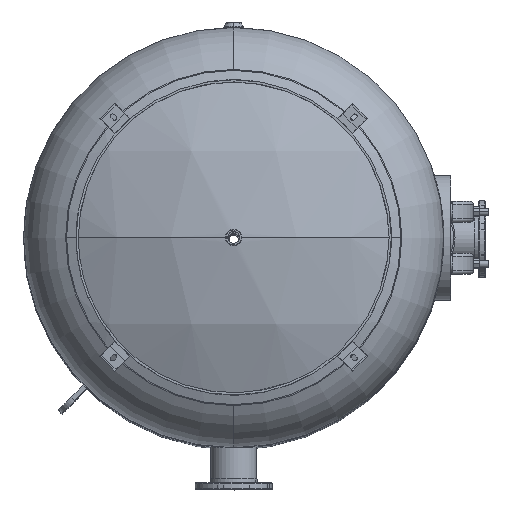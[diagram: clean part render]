
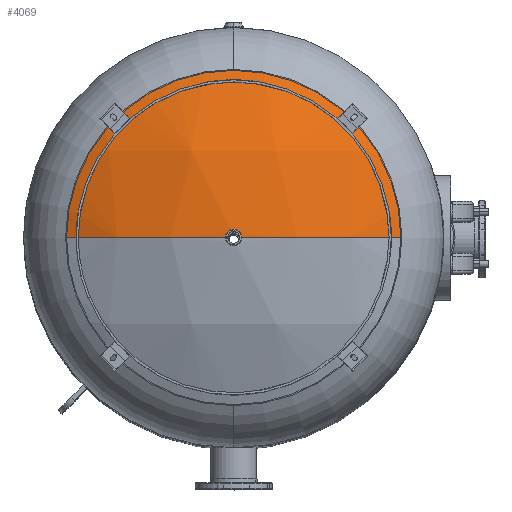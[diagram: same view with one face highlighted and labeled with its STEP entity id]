
A CAD part, top view. The second image highlights one B-rep face of the part: STEP entity #4069.
In plain terms, the highlighted spherical face has radius 1371.6 mm.
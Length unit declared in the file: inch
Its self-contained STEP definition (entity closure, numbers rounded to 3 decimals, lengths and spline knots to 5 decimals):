
#1221 = AXIS2_PLACEMENT_3D ( 'NONE', #6074, #6067, #6066 ) ;
#1700 = CARTESIAN_POINT ( 'NONE',  ( 1.065, 0., 78.1145 ) ) ;
#1719 = CARTESIAN_POINT ( 'NONE',  ( -24., 0., 72.49855 ) ) ;
#1855 = CARTESIAN_POINT ( 'NONE',  ( 24., 0., 72.49855 ) ) ;
#1875 = CARTESIAN_POINT ( 'NONE',  ( -1.065, 0., 78.1145 ) ) ;
#1876 = CARTESIAN_POINT ( 'NONE',  ( 0., 24., 72.49855 ) ) ;
#4069 = ADVANCED_FACE ( 'NONE', ( #6073 ), #6070, .T. ) ;
#6066 = DIRECTION ( 'NONE',  ( 1., 0., 0. ) ) ;
#6067 = DIRECTION ( 'NONE',  ( 0., -1., 0. ) ) ;
#6070 = SPHERICAL_SURFACE ( 'NONE', #1221, 54. ) ;
#6073 = FACE_OUTER_BOUND ( 'NONE', #17091, .T. ) ;
#6074 = CARTESIAN_POINT ( 'NONE',  ( 0., 0., 24.125 ) ) ;
#11590 = CIRCLE ( 'NONE', #11593, 24. ) ;
#11593 = AXIS2_PLACEMENT_3D ( 'NONE', #19926, #19927, #19928 ) ;
#13455 = CARTESIAN_POINT ( 'NONE',  ( 0., 0., 72.49855 ) ) ;
#13456 = DIRECTION ( 'NONE',  ( 0., 0., -1. ) ) ;
#13457 = DIRECTION ( 'NONE',  ( 0., 1., 0. ) ) ;
#13494 = CARTESIAN_POINT ( 'NONE',  ( 0., 0., 24.125 ) ) ;
#13495 = DIRECTION ( 'NONE',  ( 0., -1., 0. ) ) ;
#13496 = DIRECTION ( 'NONE',  ( 0., 0., -1. ) ) ;
#13512 = CARTESIAN_POINT ( 'NONE',  ( 0., 0., 24.125 ) ) ;
#13513 = DIRECTION ( 'NONE',  ( 0., 1., 0. ) ) ;
#13514 = DIRECTION ( 'NONE',  ( 0., 0., 1. ) ) ;
#13518 = CARTESIAN_POINT ( 'NONE',  ( 0., 0., 78.1145 ) ) ;
#13519 = DIRECTION ( 'NONE',  ( 0., 0., 1. ) ) ;
#13520 = DIRECTION ( 'NONE',  ( -1., 0., 0. ) ) ;
#13984 = CIRCLE ( 'NONE', #13991, 54. ) ;
#13989 = CIRCLE ( 'NONE', #14000, 1.065 ) ;
#13991 = AXIS2_PLACEMENT_3D ( 'NONE', #13512, #13513, #13514 ) ;
#14000 = AXIS2_PLACEMENT_3D ( 'NONE', #13518, #13519, #13520 ) ;
#16289 = ORIENTED_EDGE ( 'NONE', *, *, #18586, .F. ) ;
#16290 = ORIENTED_EDGE ( 'NONE', *, *, #18074, .F. ) ;
#16291 = ORIENTED_EDGE ( 'NONE', *, *, #18605, .T. ) ;
#16292 = ORIENTED_EDGE ( 'NONE', *, *, #18607, .F. ) ;
#16293 = ORIENTED_EDGE ( 'NONE', *, *, #18599, .F. ) ;
#17091 = EDGE_LOOP ( 'NONE', ( #16293, #16292, #16291, #16290, #16289 ) ) ;
#17117 = VERTEX_POINT ( 'NONE', #1700 ) ;
#17133 = VERTEX_POINT ( 'NONE', #1719 ) ;
#17264 = VERTEX_POINT ( 'NONE', #1855 ) ;
#17284 = VERTEX_POINT ( 'NONE', #1875 ) ;
#17285 = VERTEX_POINT ( 'NONE', #1876 ) ;
#18074 = EDGE_CURVE ( 'NONE', #17285, #17264, #11590, .T. ) ;
#18586 = EDGE_CURVE ( 'NONE', #17133, #17285, #21873, .T. ) ;
#18599 = EDGE_CURVE ( 'NONE', #17284, #17133, #21899, .T. ) ;
#18605 = EDGE_CURVE ( 'NONE', #17117, #17264, #13984, .T. ) ;
#18607 = EDGE_CURVE ( 'NONE', #17117, #17284, #13989, .T. ) ;
#19926 = CARTESIAN_POINT ( 'NONE',  ( 0., 0., 72.49855 ) ) ;
#19927 = DIRECTION ( 'NONE',  ( 0., 0., -1. ) ) ;
#19928 = DIRECTION ( 'NONE',  ( 0., 1., 0. ) ) ;
#21873 = CIRCLE ( 'NONE', #21876, 24. ) ;
#21876 = AXIS2_PLACEMENT_3D ( 'NONE', #13455, #13456, #13457 ) ;
#21899 = CIRCLE ( 'NONE', #21902, 54. ) ;
#21902 = AXIS2_PLACEMENT_3D ( 'NONE', #13494, #13495, #13496 ) ;
